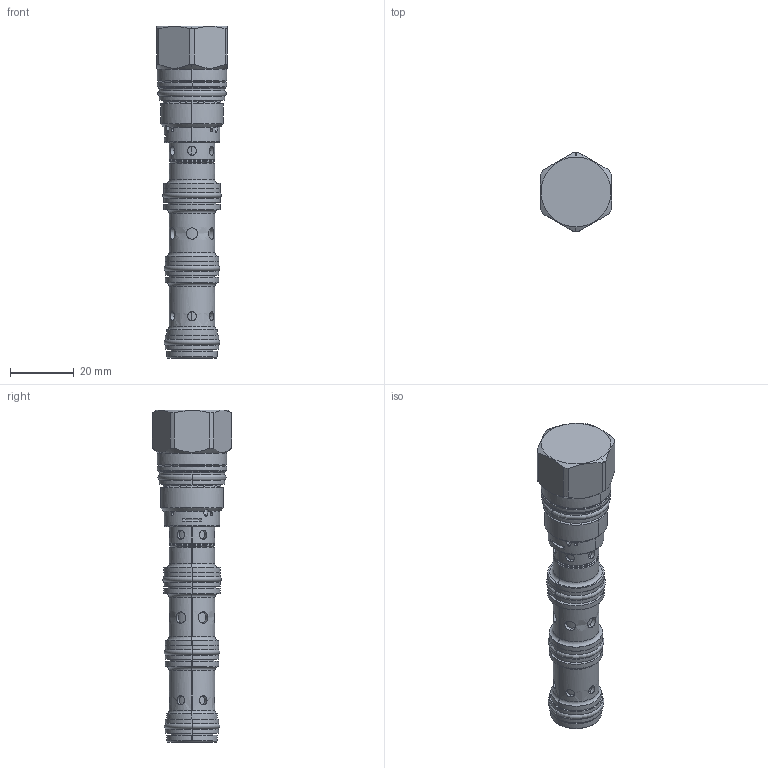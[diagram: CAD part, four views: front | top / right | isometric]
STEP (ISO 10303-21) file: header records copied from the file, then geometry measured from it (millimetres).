
FILE_DESCRIPTION((''),'2;1');
FILE_NAME('FSBDXAN_SW_PRT','2019-07-09T',('charlief'),(''),'PRO/ENGINEER BY PARAMETRIC TECHNOLOGY CORPORATION, 2016010','PRO/ENGINEER BY PARAMETRIC TECHNOLOGY CORPORATION, 2016010','');
FILE_SCHEMA(('CONFIG_CONTROL_DESIGN'));
Products named in the file (1): FSBDXAN_SW_PRT
Bounding box: 22.29 x 24.84 x 103.96 mm (x, y, z)
Surface area: 13999.9 mm2 (no closed solid volume)
Topology: 0 solids, 0 shells, 325 faces, 1572 edges, 1546 vertices
Faces by surface type: bspline 270, torus 55
Entity records: 60938 total; most frequent: CARTESIAN_POINT 47379, DIRECTION 2189, TRIMMED_CURVE 1689, DEFINITIONAL_REPRESENTATION 1520, PCURVE 1520, COMPOSITE_CURVE_SEGMENT 1520, VECTOR 1299, LINE 1299
